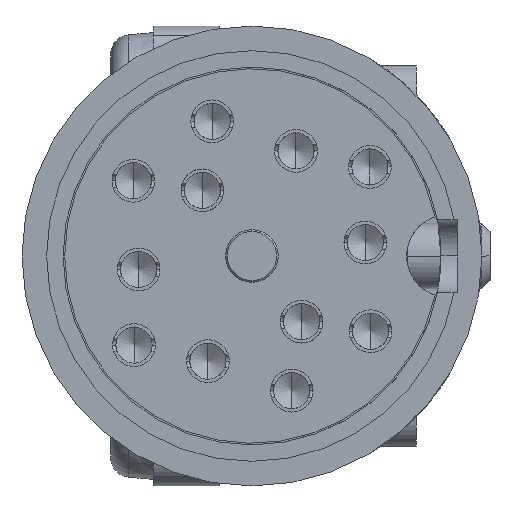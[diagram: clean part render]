
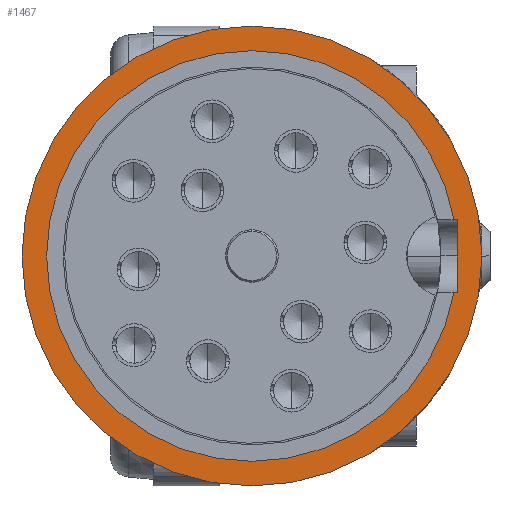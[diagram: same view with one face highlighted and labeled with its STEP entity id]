
A CAD part, left-side view. The second image highlights one B-rep face of the part: STEP entity #1467.
In plain terms, the highlighted planar face has unit normal (-1, 0, 0).
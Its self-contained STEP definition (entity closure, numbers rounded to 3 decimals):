
#1467=ADVANCED_FACE('',(#3161,#3162),#3163,.T.);
#3161=FACE_BOUND('',#5189,.T.);
#3162=FACE_OUTER_BOUND('',#5190,.T.);
#3163=PLANE('',#5191);
#5189=EDGE_LOOP('',(#8976,#8977,#8978,#8979,#8980,#8981));
#5190=EDGE_LOOP('',(#8982,#8983));
#5191=AXIS2_PLACEMENT_3D('',#8984,#8985,#8986);
#8976=ORIENTED_EDGE('',*,*,#12980,.T.);
#8977=ORIENTED_EDGE('',*,*,#12981,.F.);
#8978=ORIENTED_EDGE('',*,*,#12982,.F.);
#8979=ORIENTED_EDGE('',*,*,#12819,.F.);
#8980=ORIENTED_EDGE('',*,*,#12342,.T.);
#8981=ORIENTED_EDGE('',*,*,#12983,.T.);
#8982=ORIENTED_EDGE('',*,*,#11922,.T.);
#8983=ORIENTED_EDGE('',*,*,#12984,.T.);
#8984=CARTESIAN_POINT('',(141.55,105.123,-6.625));
#8985=DIRECTION('',(-1.0,0.,0.));
#8986=DIRECTION('',(0.,0.,-1.0));
#11922=EDGE_CURVE('',#14379,#14383,#14385,.T.);
#12342=EDGE_CURVE('',#15064,#15062,#15065,.T.);
#12819=EDGE_CURVE('',#15064,#15770,#15772,.T.);
#12980=EDGE_CURVE('',#15991,#15992,#15993,.T.);
#12981=EDGE_CURVE('',#15994,#15992,#15995,.T.);
#12982=EDGE_CURVE('',#15770,#15994,#15996,.T.);
#12983=EDGE_CURVE('',#15062,#15991,#15997,.T.);
#12984=EDGE_CURVE('',#14383,#14379,#15998,.T.);
#14379=VERTEX_POINT('',#18597);
#14383=VERTEX_POINT('',#18602);
#14385=CIRCLE('',#18605,7.);
#15062=VERTEX_POINT('',#20179);
#15064=VERTEX_POINT('',#20182);
#15065=LINE('',#20183,#20184);
#15770=VERTEX_POINT('',#21912);
#15772=CIRCLE('',#21915,6.25);
#15991=VERTEX_POINT('',#22469);
#15992=VERTEX_POINT('',#22470);
#15993=LINE('',#22471,#22472);
#15994=VERTEX_POINT('',#22473);
#15995=CIRCLE('',#22474,6.25);
#15996=CIRCLE('',#22475,6.25);
#15997=LINE('',#22476,#22477);
#15998=CIRCLE('',#22478,7.);
#18597=CARTESIAN_POINT('',(141.55,105.123,-7.));
#18602=CARTESIAN_POINT('',(141.55,105.123,7.));
#18605=AXIS2_PLACEMENT_3D('',#24648,#24649,#24650);
#20179=CARTESIAN_POINT('',(141.55,98.873,1.1));
#20182=CARTESIAN_POINT('',(141.55,98.97,1.1));
#20183=CARTESIAN_POINT('',(141.55,101.998,1.1));
#20184=VECTOR('',#25261,1.0);
#21912=CARTESIAN_POINT('',(141.55,105.123,6.25));
#21915=AXIS2_PLACEMENT_3D('',#25878,#25879,#25880);
#22469=CARTESIAN_POINT('',(141.55,98.873,-1.1));
#22470=CARTESIAN_POINT('',(141.55,98.97,-1.1));
#22471=CARTESIAN_POINT('',(141.55,101.998,-1.1));
#22472=VECTOR('',#26050,1.0);
#22473=CARTESIAN_POINT('',(141.55,105.123,-6.25));
#22474=AXIS2_PLACEMENT_3D('',#26051,#26052,#26053);
#22475=AXIS2_PLACEMENT_3D('',#26054,#26055,#26056);
#22476=CARTESIAN_POINT('',(141.55,98.873,-3.312));
#22477=VECTOR('',#26057,1.0);
#22478=AXIS2_PLACEMENT_3D('',#26058,#26059,#26060);
#24648=CARTESIAN_POINT('',(141.55,105.123,0.0));
#24649=DIRECTION('',(-1.0,0.,0.));
#24650=DIRECTION('',(0.,0.0,-1.0));
#25261=DIRECTION('',(0.,-1.0,0.));
#25878=CARTESIAN_POINT('',(141.55,105.123,0.0));
#25879=DIRECTION('',(-1.0,0.,0.));
#25880=DIRECTION('',(0.,0.0,-1.0));
#26050=DIRECTION('',(0.,1.0,0.));
#26051=CARTESIAN_POINT('',(141.55,105.123,0.0));
#26052=DIRECTION('',(-1.0,0.,0.));
#26053=DIRECTION('',(0.,0.0,-1.0));
#26054=CARTESIAN_POINT('',(141.55,105.123,0.0));
#26055=DIRECTION('',(-1.0,0.,0.));
#26056=DIRECTION('',(0.,0.0,-1.0));
#26057=DIRECTION('',(0.,0.,-1.0));
#26058=CARTESIAN_POINT('',(141.55,105.123,0.0));
#26059=DIRECTION('',(-1.0,0.,0.));
#26060=DIRECTION('',(0.,0.0,-1.0));
